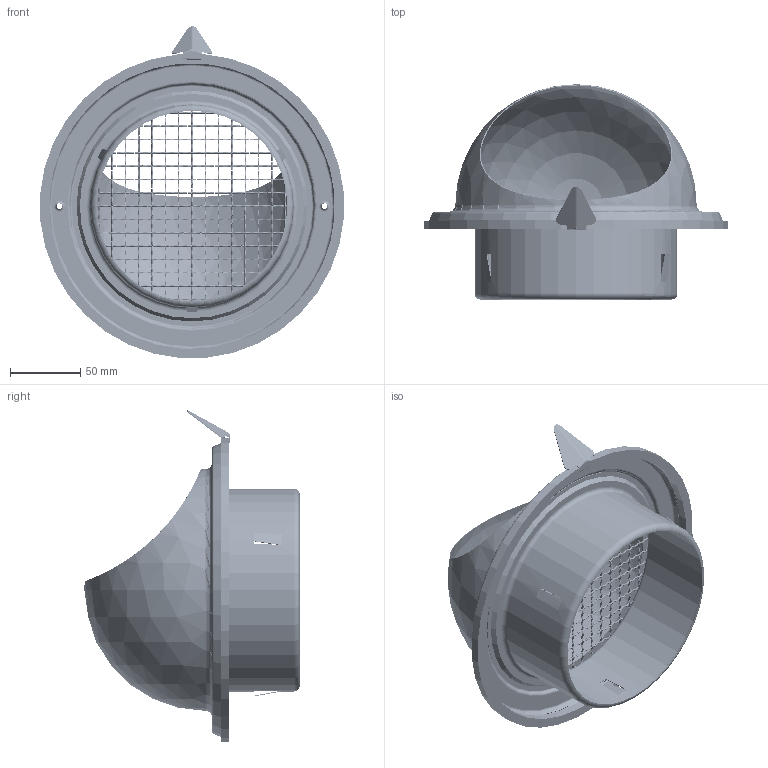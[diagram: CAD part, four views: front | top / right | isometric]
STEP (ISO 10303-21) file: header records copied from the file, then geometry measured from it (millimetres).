
FILE_DESCRIPTION (( 'STEP AP203' ), '1' );
FILE_NAME ('D579811-L.STEP', '2022-06-13T12:17:19', ( '' ), ( '' ), 'SwSTEP 2.0', 'SolidWorks 2021', '' );
FILE_SCHEMA (( 'CONFIG_CONTROL_DESIGN' ));
Length unit declared in the file: millimetre
Products named in the file (1): D579811-L
Bounding box: 216.22 x 153.3 x 236.32 mm (x, y, z)
Surface area: 226370.6 mm2 (no closed solid volume)
Topology: 0 solids, 596 shells, 5073 faces, 11529 edges, 6470 vertices
Faces by surface type: torus 2560, cylinder 2450, plane 35, cone 18, bspline 6, sphere 4
Entity records: 142282 total; most frequent: DIRECTION 30272, CARTESIAN_POINT 24661, ORIENTED_EDGE 20482, AXIS2_PLACEMENT_3D 13889, EDGE_CURVE 11525, CIRCLE 8821, VERTEX_POINT 6470, EDGE_LOOP 5095
